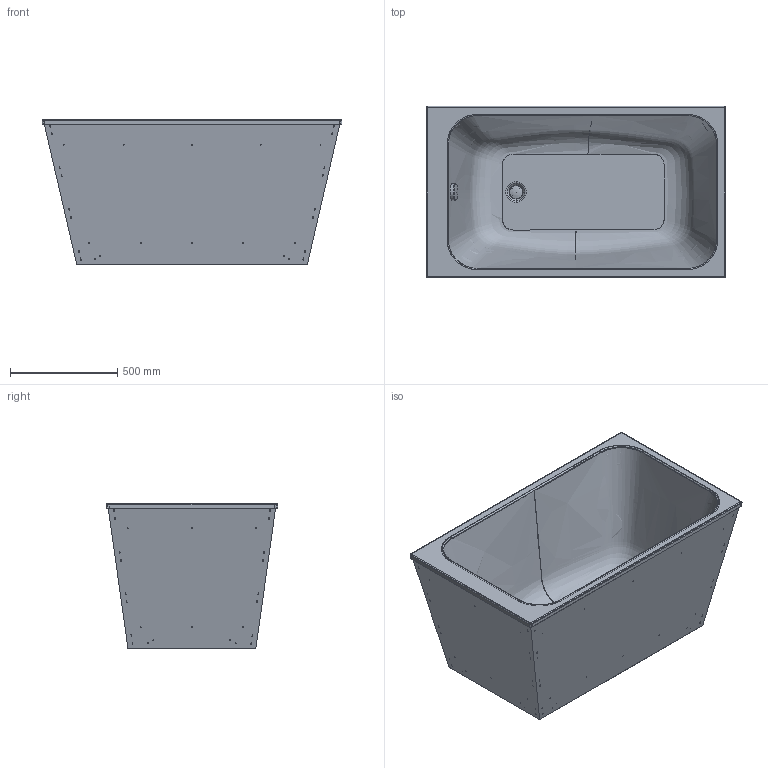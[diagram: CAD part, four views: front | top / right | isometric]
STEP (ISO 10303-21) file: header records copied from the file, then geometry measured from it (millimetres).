
FILE_DESCRIPTION((''),'2;1');
FILE_NAME('700233_8951.stp','2011-05-26T11:03:14',('Administrator'),(''),'Autodesk Inventor 2011','Autodesk Inventor 2011','');
FILE_SCHEMA(('AUTOMOTIVE_DESIGN { 1 0 10303 214 1 1 1 1 }'));
Length unit declared in the file: millimetre
Products named in the file (10): 700233_8951; 700233; Kelch; Stopfen; Verschluss_Ueberlauf; 8951; Längsseite_2_8951; Querseite_2_8951; Längsseite_1_8951; Querseite_1_8951
Assembly tree (9 placements, depth 3):
  700233_8951
    700233
    Kelch
    Stopfen
    Verschluss_Ueberlauf
    8951
      Längsseite_2_8951
      Querseite_2_8951
      Längsseite_1_8951
      Querseite_1_8951
Bounding box: 1400 x 800.02 x 679.79 mm (x, y, z)
Volume: 19548038.6 mm3; surface area: 10438291.3 mm2
Topology: 7 solids, 69 shells, 511 faces, 1317 edges, 1055 vertices
Faces by surface type: plane 261, cylinder 206, bspline 22, torus 12, cone 6, sphere 4
Full cylindrical faces by diameter (mm): 3.5 x128, 4.5 x48, 15 x1, 42 x1, 44 x1, 60 x1, 74 x1, 79.999 x1
Entity records: 53189 total; most frequent: CARTESIAN_POINT 41286, DIRECTION 2357, ORIENTED_EDGE 1529, AXIS2_PLACEMENT_3D 1039, EDGE_CURVE 955, EDGE_LOOP 888, VERTEX_POINT 887, CIRCLE 521
